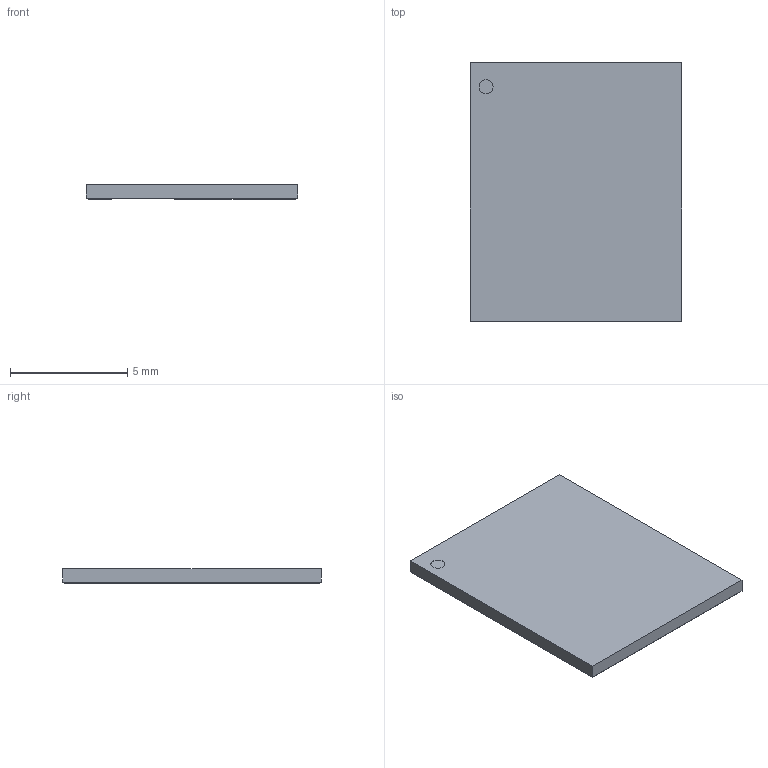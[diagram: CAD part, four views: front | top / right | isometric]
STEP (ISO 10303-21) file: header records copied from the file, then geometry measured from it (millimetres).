
FILE_DESCRIPTION(/* description */ (''),/* implementation_level */ '2;1');
FILE_NAME(/* name */ 'PG-ULGA-6-981_Z8B00255441_V03_3D.stp',/* time_stamp */ '2024-10-25T16:30:09+05:30',/* author */ ('sivamani'),/* organization */ (''),/* preprocessor_version */ 'ST-DEVELOPER v19.2',/* originating_system */ 'AutoCAD Mechanical',/* authorisation */ '');
FILE_SCHEMA (('AUTOMOTIVE_DESIGN { 1 0 10303 214 3 1 1 }'));
Length unit declared in the file: millimetre
Products named in the file (1): Product
Bounding box: 9.02 x 11.02 x 0.62 mm (x, y, z)
Volume: 60.1 mm3; surface area: 542 mm2
Topology: 9 solids, 9 shells, 87 faces, 204 edges, 136 vertices
Faces by surface type: plane 56, cylinder 31
Entity records: 2539 total; most frequent: DIRECTION 442, CARTESIAN_POINT 428, ORIENTED_EDGE 408, EDGE_CURVE 204, AXIS2_PLACEMENT_3D 150, LINE 142, VECTOR 142, VERTEX_POINT 136
